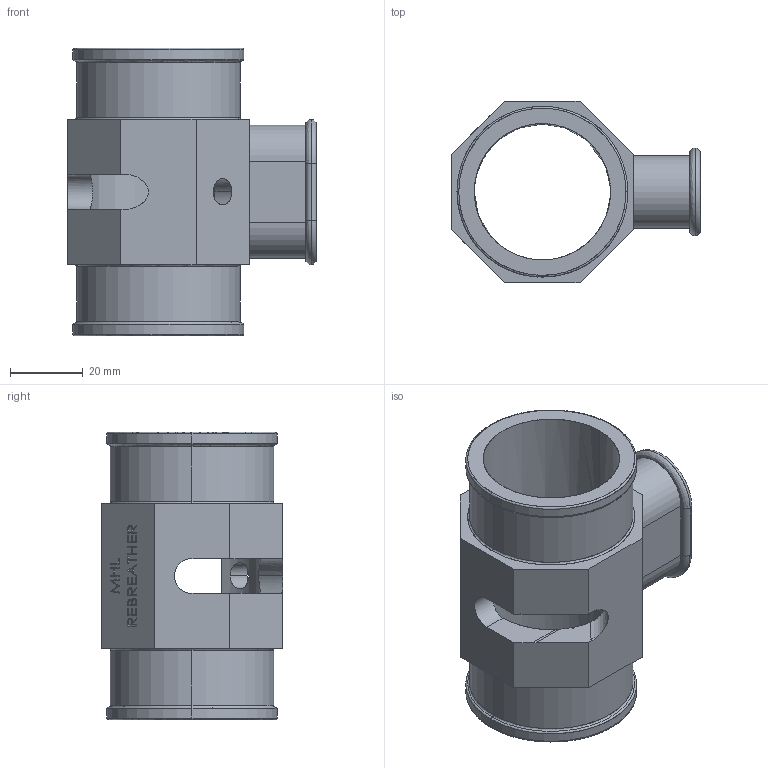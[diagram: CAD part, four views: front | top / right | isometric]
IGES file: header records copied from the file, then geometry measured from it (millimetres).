
Start section: SolidWorks IGES file using analytic representation for surfaces
Global section: file name: dsv part 1.IGS; native system: SolidWorks 2019; preprocessor: SolidWorks 2019; author: Mathieu; date: 200311.115316; units: millimetre
Bounding box: 68.5 x 50 x 79.16 mm (x, y, z)
Surface area: 27145.8 mm2 (no closed solid volume)
Topology: 0 solids, 0 shells, 258 faces, 2596 edges, 2596 vertices
Faces by surface type: bspline 227, revolution 31
